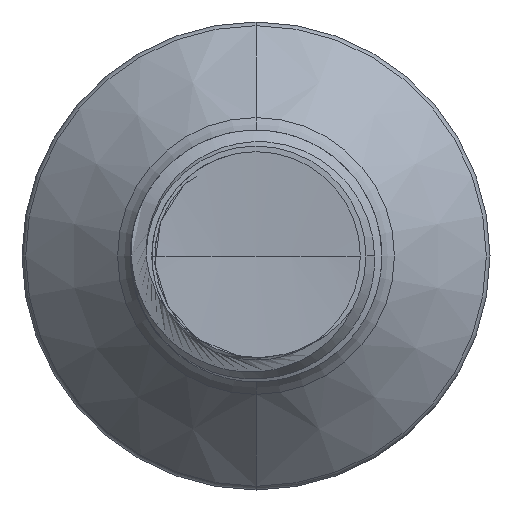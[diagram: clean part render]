
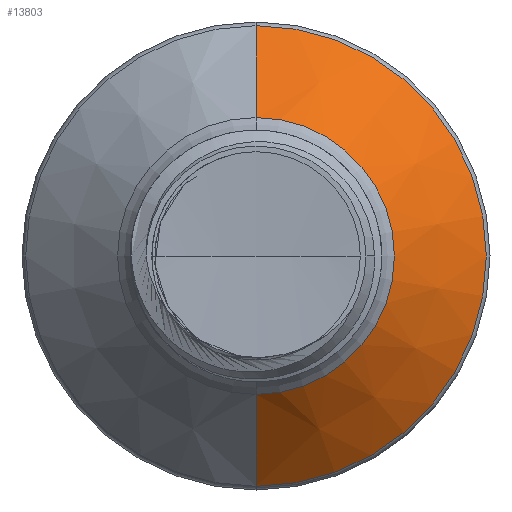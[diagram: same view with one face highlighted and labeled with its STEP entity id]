
A CAD part, front view. The second image highlights one B-rep face of the part: STEP entity #13803.
In plain terms, the highlighted conical face has half-angle 45 degrees and reference radius 2.75 mm.
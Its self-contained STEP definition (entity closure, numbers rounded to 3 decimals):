
#1606 = AXIS2_PLACEMENT_3D ( 'NONE', #5969, #28823, #9266 ) ;
#1611 = DIRECTION ( 'NONE',  ( 0., 0.707, -0.707 ) ) ;
#1710 = CIRCLE ( 'NONE', #1606, 4.577 ) ;
#5969 = CARTESIAN_POINT ( 'NONE',  ( 0., 30.692, 0. ) ) ;
#6700 = CARTESIAN_POINT ( 'NONE',  ( 0., 28.865, 2.75 ) ) ;
#6726 = VECTOR ( 'NONE', #1611, 1000. ) ;
#8528 = AXIS2_PLACEMENT_3D ( 'NONE', #34629, #15806, #37401 ) ;
#9266 = DIRECTION ( 'NONE',  ( 0., 0., 1. ) ) ;
#10900 = VERTEX_POINT ( 'NONE', #23229 ) ;
#12043 = ORIENTED_EDGE ( 'NONE', *, *, #32048, .T. ) ;
#13803 = ADVANCED_FACE ( 'NONE', ( #37218 ), #36351, .T. ) ;
#13817 = VERTEX_POINT ( 'NONE', #25824 ) ;
#14175 = ORIENTED_EDGE ( 'NONE', *, *, #21558, .F. ) ;
#15451 = LINE ( 'NONE', #27598, #6726 ) ;
#15806 = DIRECTION ( 'NONE',  ( 0., 1., 0. ) ) ;
#17194 = CARTESIAN_POINT ( 'NONE',  ( 0., 28.865, 2.75 ) ) ;
#19162 = CARTESIAN_POINT ( 'NONE',  ( 0., 28.865, 0. ) ) ;
#21417 = CARTESIAN_POINT ( 'NONE',  ( 0., 28.865, -2.75 ) ) ;
#21558 = EDGE_CURVE ( 'NONE', #25029, #10900, #33839, .T. ) ;
#22103 = AXIS2_PLACEMENT_3D ( 'NONE', #19162, #37430, #22218 ) ;
#22218 = DIRECTION ( 'NONE',  ( 0., 0., 1. ) ) ;
#23229 = CARTESIAN_POINT ( 'NONE',  ( 0., 30.692, 4.577 ) ) ;
#24395 = ORIENTED_EDGE ( 'NONE', *, *, #25958, .F. ) ;
#24640 = EDGE_LOOP ( 'NONE', ( #12043, #31804, #24395, #14175 ) ) ;
#25029 = VERTEX_POINT ( 'NONE', #17194 ) ;
#25824 = CARTESIAN_POINT ( 'NONE',  ( 0., 30.692, -4.577 ) ) ;
#25958 = EDGE_CURVE ( 'NONE', #10900, #13817, #1710, .T. ) ;
#26380 = DIRECTION ( 'NONE',  ( 0., 0.707, 0.707 ) ) ;
#26838 = VECTOR ( 'NONE', #26380, 1000. ) ;
#27598 = CARTESIAN_POINT ( 'NONE',  ( 0., 28.865, -2.75 ) ) ;
#28054 = EDGE_CURVE ( 'NONE', #35262, #13817, #15451, .T. ) ;
#28823 = DIRECTION ( 'NONE',  ( 0., 1., 0. ) ) ;
#31804 = ORIENTED_EDGE ( 'NONE', *, *, #28054, .T. ) ;
#32048 = EDGE_CURVE ( 'NONE', #25029, #35262, #38074, .T. ) ;
#33839 = LINE ( 'NONE', #6700, #26838 ) ;
#34629 = CARTESIAN_POINT ( 'NONE',  ( 0., 28.865, 0. ) ) ;
#35262 = VERTEX_POINT ( 'NONE', #21417 ) ;
#36351 = CONICAL_SURFACE ( 'NONE', #22103, 2.75, 0.785 ) ;
#37218 = FACE_OUTER_BOUND ( 'NONE', #24640, .T. ) ;
#37401 = DIRECTION ( 'NONE',  ( 0., 0., 1. ) ) ;
#37430 = DIRECTION ( 'NONE',  ( 0., 1., 0. ) ) ;
#38074 = CIRCLE ( 'NONE', #8528, 2.75 ) ;
